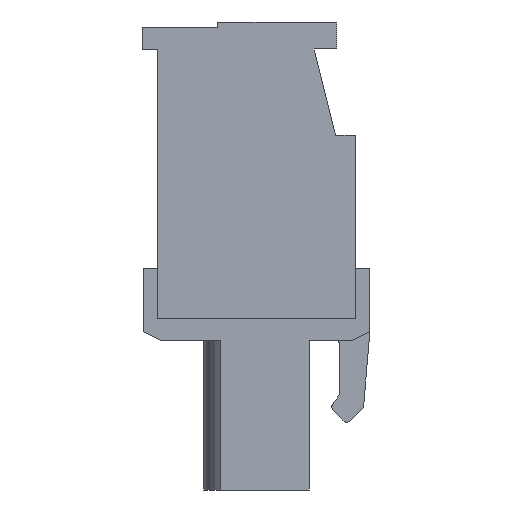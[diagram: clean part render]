
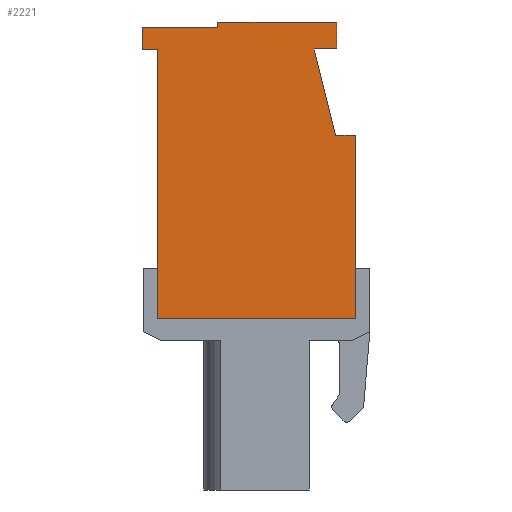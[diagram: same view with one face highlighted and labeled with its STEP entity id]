
A CAD part, left-side view. The second image highlights one B-rep face of the part: STEP entity #2221.
In plain terms, the highlighted planar face has unit normal (-1, 0, 0).
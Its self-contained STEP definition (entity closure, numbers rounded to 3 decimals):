
#2221 = ADVANCED_FACE( '', ( #4481 ), #4482, .T. );
#4481 = FACE_OUTER_BOUND( '', #6791, .T. );
#4482 = PLANE( '', #6792 );
#6791 = EDGE_LOOP( '', ( #13033, #13034, #13035, #13036, #13037, #13038, #13039, #13040, #13041, #13042, #13043, #13044 ) );
#6792 = AXIS2_PLACEMENT_3D( '', #13045, #13046, #13047 );
#13033 = ORIENTED_EDGE( '', *, *, #14531, .T. );
#13034 = ORIENTED_EDGE( '', *, *, #14224, .T. );
#13035 = ORIENTED_EDGE( '', *, *, #16306, .T. );
#13036 = ORIENTED_EDGE( '', *, *, #16766, .T. );
#13037 = ORIENTED_EDGE( '', *, *, #15884, .T. );
#13038 = ORIENTED_EDGE( '', *, *, #14512, .T. );
#13039 = ORIENTED_EDGE( '', *, *, #16767, .T. );
#13040 = ORIENTED_EDGE( '', *, *, #15188, .T. );
#13041 = ORIENTED_EDGE( '', *, *, #14895, .T. );
#13042 = ORIENTED_EDGE( '', *, *, #16695, .T. );
#13043 = ORIENTED_EDGE( '', *, *, #16534, .T. );
#13044 = ORIENTED_EDGE( '', *, *, #16336, .T. );
#13045 = CARTESIAN_POINT( '', ( -15., 0., 0. ) );
#13046 = DIRECTION( '', ( -1., 0., 0. ) );
#13047 = DIRECTION( '', ( 0., 0., 1. ) );
#14224 = EDGE_CURVE( '', #17042, #17043, #17044, .T. );
#14512 = EDGE_CURVE( '', #17561, #17562, #17563, .T. );
#14531 = EDGE_CURVE( '', #17594, #17042, #17595, .T. );
#14895 = EDGE_CURVE( '', #18221, #18219, #18222, .T. );
#15188 = EDGE_CURVE( '', #18688, #18221, #18713, .T. );
#15884 = EDGE_CURVE( '', #19752, #17561, #19753, .T. );
#16306 = EDGE_CURVE( '', #17043, #20315, #20316, .T. );
#16336 = EDGE_CURVE( '', #20354, #17594, #20355, .T. );
#16534 = EDGE_CURVE( '', #20607, #20354, #20608, .T. );
#16695 = EDGE_CURVE( '', #18219, #20607, #20789, .T. );
#16766 = EDGE_CURVE( '', #20315, #19752, #20870, .T. );
#16767 = EDGE_CURVE( '', #17562, #18688, #20871, .T. );
#17042 = VERTEX_POINT( '', #21203 );
#17043 = VERTEX_POINT( '', #21204 );
#17044 = LINE( '', #21205, #21206 );
#17561 = VERTEX_POINT( '', #21937 );
#17562 = VERTEX_POINT( '', #21938 );
#17563 = LINE( '', #21939, #21940 );
#17594 = VERTEX_POINT( '', #21983 );
#17595 = LINE( '', #21984, #21985 );
#18219 = VERTEX_POINT( '', #22891 );
#18221 = VERTEX_POINT( '', #22894 );
#18222 = LINE( '', #22895, #22896 );
#18688 = VERTEX_POINT( '', #23579 );
#18713 = LINE( '', #23620, #23621 );
#19752 = VERTEX_POINT( '', #25155 );
#19753 = LINE( '', #25156, #25157 );
#20315 = VERTEX_POINT( '', #25988 );
#20316 = LINE( '', #25989, #25990 );
#20354 = VERTEX_POINT( '', #26044 );
#20355 = LINE( '', #26045, #26046 );
#20607 = VERTEX_POINT( '', #26434 );
#20608 = LINE( '', #26435, #26436 );
#20789 = LINE( '', #26710, #26711 );
#20870 = LINE( '', #26821, #26822 );
#20871 = LINE( '', #26823, #26824 );
#21203 = CARTESIAN_POINT( '', ( -15., -4.45, 9.025 ) );
#21204 = CARTESIAN_POINT( '', ( -15., 2.15, 9.025 ) );
#21205 = CARTESIAN_POINT( '', ( -15., -4.45, 9.025 ) );
#21206 = VECTOR( '', #27113, 1000. );
#21937 = CARTESIAN_POINT( '', ( -15., 6.35, 7.475 ) );
#21938 = CARTESIAN_POINT( '', ( -15., 5.5, 7.475 ) );
#21939 = CARTESIAN_POINT( '', ( -15., 6.35, 7.475 ) );
#21940 = VECTOR( '', #27403, 1000. );
#21983 = CARTESIAN_POINT( '', ( -15., -4.45, 7.525 ) );
#21984 = CARTESIAN_POINT( '', ( -15., -4.45, 7.525 ) );
#21985 = VECTOR( '', #27422, 1000. );
#22891 = CARTESIAN_POINT( '', ( -15., -5.5, 2.725 ) );
#22894 = CARTESIAN_POINT( '', ( -15., -5.5, -7.475 ) );
#22895 = CARTESIAN_POINT( '', ( -15., -5.5, -7.475 ) );
#22896 = VECTOR( '', #27763, 1000. );
#23579 = CARTESIAN_POINT( '', ( -15., 5.5, -7.475 ) );
#23620 = CARTESIAN_POINT( '', ( -15., 5.5, -7.475 ) );
#23621 = VECTOR( '', #28039, 1000. );
#25155 = CARTESIAN_POINT( '', ( -15., 6.35, 8.725 ) );
#25156 = CARTESIAN_POINT( '', ( -15., 6.35, 8.725 ) );
#25157 = VECTOR( '', #28666, 1000. );
#25988 = CARTESIAN_POINT( '', ( -15., 2.15, 8.725 ) );
#25989 = CARTESIAN_POINT( '', ( -15., 2.15, 9.025 ) );
#25990 = VECTOR( '', #29026, 1000. );
#26044 = CARTESIAN_POINT( '', ( -15., -3.2, 7.525 ) );
#26045 = CARTESIAN_POINT( '', ( -15., -3.2, 7.525 ) );
#26046 = VECTOR( '', #29049, 1000. );
#26434 = CARTESIAN_POINT( '', ( -15., -4.4, 2.725 ) );
#26435 = CARTESIAN_POINT( '', ( -15., -4.4, 2.725 ) );
#26436 = VECTOR( '', #29201, 1000. );
#26710 = CARTESIAN_POINT( '', ( -15., -5.5, 2.725 ) );
#26711 = VECTOR( '', #29313, 1000. );
#26821 = CARTESIAN_POINT( '', ( -15., 2.15, 8.725 ) );
#26822 = VECTOR( '', #29355, 1000. );
#26823 = CARTESIAN_POINT( '', ( -15., 5.5, 7.475 ) );
#26824 = VECTOR( '', #29356, 1000. );
#27113 = DIRECTION( '', ( 0., 1., 0. ) );
#27403 = DIRECTION( '', ( 0., -1., 0. ) );
#27422 = DIRECTION( '', ( 0., 0., 1. ) );
#27763 = DIRECTION( '', ( 0., 0., 1. ) );
#28039 = DIRECTION( '', ( 0., -1., 0. ) );
#28666 = DIRECTION( '', ( 0., 0., -1. ) );
#29026 = DIRECTION( '', ( 0., 0., -1. ) );
#29049 = DIRECTION( '', ( 0., -1., 0. ) );
#29201 = DIRECTION( '', ( 0., 0.243, 0.97 ) );
#29313 = DIRECTION( '', ( 0., 1., 0. ) );
#29355 = DIRECTION( '', ( 0., 1., 0. ) );
#29356 = DIRECTION( '', ( 0., 0., -1. ) );
